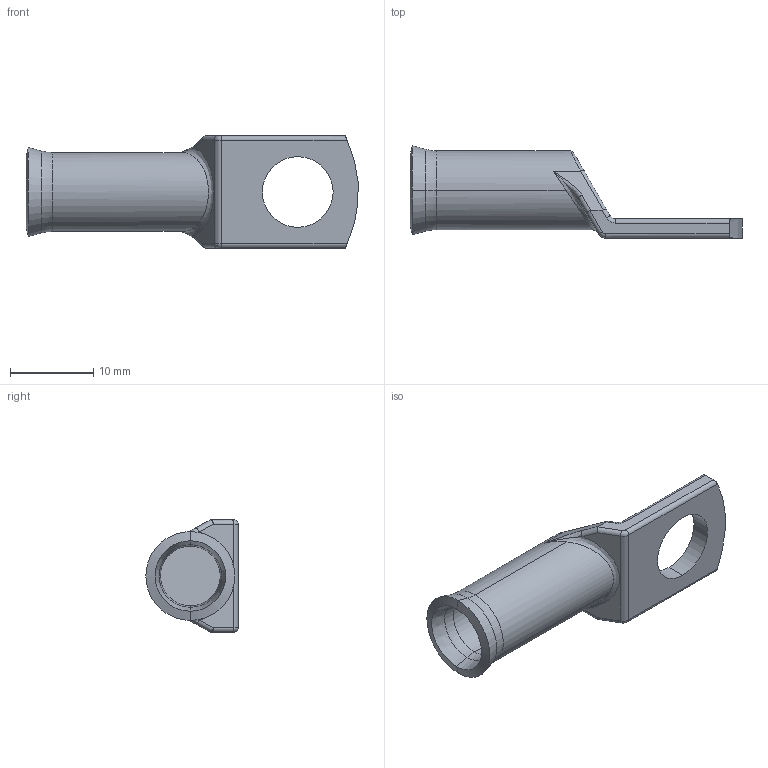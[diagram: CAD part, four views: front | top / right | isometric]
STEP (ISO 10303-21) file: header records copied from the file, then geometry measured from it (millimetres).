
FILE_DESCRIPTION (( 'STEP AP203' ), '1' );
FILE_NAME ('25 mm² Ekstra Standart (Uzun ve Kalýn) Tip Bakýr SKP M8.STEP', '2025-07-10T11:16:28', ( '' ), ( '' ), 'SwSTEP 2.0', 'SolidWorks 2023', '' );
FILE_SCHEMA (( 'CONFIG_CONTROL_DESIGN' ));
Length unit declared in the file: millimetre
Products named in the file (1): 25 mm² Ekstra Standart (Uzun ve Kalın) Tip Bakır SKP M8
Bounding box: 39.94 x 11.1 x 13.5 mm (x, y, z)
Volume: 1254.1 mm3; surface area: 1746.9 mm2
Topology: 1 solids, 1 shells, 52 faces, 120 edges, 68 vertices
Faces by surface type: cylinder 22, plane 9, torus 8, cone 6, bspline 5, sphere 2
Entity records: 1725 total; most frequent: CARTESIAN_POINT 526, DIRECTION 241, ORIENTED_EDGE 236, EDGE_CURVE 118, AXIS2_PLACEMENT_3D 97, VERTEX_POINT 68, EDGE_LOOP 54, FACE_OUTER_BOUND 52
